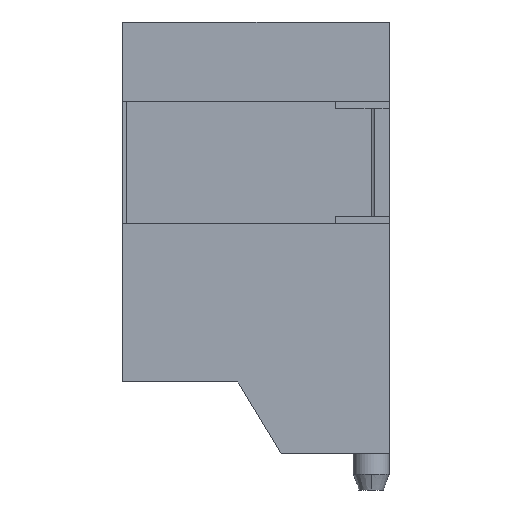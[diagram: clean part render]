
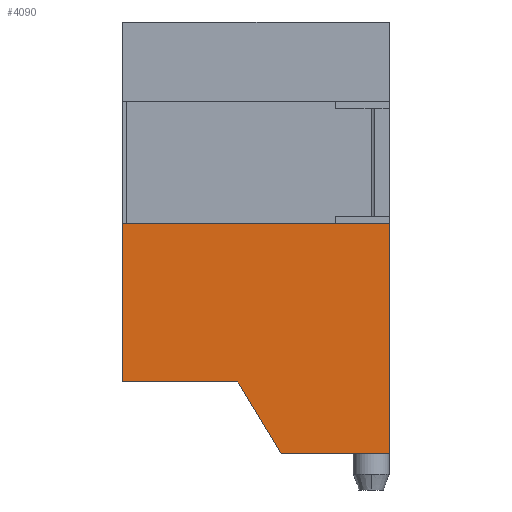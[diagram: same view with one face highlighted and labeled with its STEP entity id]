
A CAD part, left-side view. The second image highlights one B-rep face of the part: STEP entity #4090.
In plain terms, the highlighted planar face has unit normal (-1, 0, 0).
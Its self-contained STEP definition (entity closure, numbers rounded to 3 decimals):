
#59 = DIRECTION ( 'NONE',  ( 0., 0., -1. ) ) ;
#78 = VECTOR ( 'NONE', #3291, 1000. ) ;
#101 = VERTEX_POINT ( 'NONE', #4652 ) ;
#135 = AXIS2_PLACEMENT_3D ( 'NONE', #975, #1765, #3078 ) ;
#145 = LINE ( 'NONE', #2589, #1451 ) ;
#215 = VECTOR ( 'NONE', #3581, 1000. ) ;
#365 = EDGE_LOOP ( 'NONE', ( #2357, #1481, #5229, #4989, #2155, #3536 ) ) ;
#413 = CARTESIAN_POINT ( 'NONE',  ( -4.5, 0., 0. ) ) ;
#537 = EDGE_CURVE ( 'NONE', #4821, #4444, #2964, .T. ) ;
#679 = VECTOR ( 'NONE', #59, 1000. ) ;
#771 = CARTESIAN_POINT ( 'NONE',  ( -4.5, 3.7, 3.2 ) ) ;
#798 = VECTOR ( 'NONE', #840, 1000. ) ;
#840 = DIRECTION ( 'NONE',  ( 0., 0., 1. ) ) ;
#975 = CARTESIAN_POINT ( 'NONE',  ( -4.5, 3.7, 6. ) ) ;
#1062 = EDGE_CURVE ( 'NONE', #4463, #4821, #3501, .T. ) ;
#1206 = CARTESIAN_POINT ( 'NONE',  ( -4.5, 3.7, 3.2 ) ) ;
#1233 = CARTESIAN_POINT ( 'NONE',  ( -4.5, 0., 0. ) ) ;
#1257 = DIRECTION ( 'NONE',  ( 0., 1., 0. ) ) ;
#1324 = CARTESIAN_POINT ( 'NONE',  ( -4.5, 3.7, 6. ) ) ;
#1451 = VECTOR ( 'NONE', #2196, 1000. ) ;
#1481 = ORIENTED_EDGE ( 'NONE', *, *, #3144, .T. ) ;
#1598 = FACE_OUTER_BOUND ( 'NONE', #365, .T. ) ;
#1765 = DIRECTION ( 'NONE',  ( -1., 0., 0. ) ) ;
#2011 = CARTESIAN_POINT ( 'NONE',  ( -4.5, 3.7, 1. ) ) ;
#2093 = VERTEX_POINT ( 'NONE', #4464 ) ;
#2155 = ORIENTED_EDGE ( 'NONE', *, *, #4002, .T. ) ;
#2196 = DIRECTION ( 'NONE',  ( 0., -1., 0. ) ) ;
#2357 = ORIENTED_EDGE ( 'NONE', *, *, #3009, .T. ) ;
#2589 = CARTESIAN_POINT ( 'NONE',  ( -4.5, 3.7, 0. ) ) ;
#2843 = LINE ( 'NONE', #4202, #78 ) ;
#2865 = EDGE_CURVE ( 'NONE', #101, #2093, #4338, .T. ) ;
#2964 = LINE ( 'NONE', #771, #5049 ) ;
#3009 = EDGE_CURVE ( 'NONE', #2093, #3718, #2843, .T. ) ;
#3078 = DIRECTION ( 'NONE',  ( 0., 0., 1. ) ) ;
#3094 = PLANE ( 'NONE',  #135 ) ;
#3144 = EDGE_CURVE ( 'NONE', #3718, #4463, #145, .T. ) ;
#3291 = DIRECTION ( 'NONE',  ( 0., -0.514, -0.857 ) ) ;
#3501 = LINE ( 'NONE', #1233, #798 ) ;
#3536 = ORIENTED_EDGE ( 'NONE', *, *, #2865, .T. ) ;
#3581 = DIRECTION ( 'NONE',  ( 0., -1., 0. ) ) ;
#3640 = LINE ( 'NONE', #1324, #679 ) ;
#3718 = VERTEX_POINT ( 'NONE', #4990 ) ;
#4002 = EDGE_CURVE ( 'NONE', #4444, #101, #3640, .T. ) ;
#4090 = ADVANCED_FACE ( 'NONE', ( #1598 ), #3094, .T. ) ;
#4202 = CARTESIAN_POINT ( 'NONE',  ( -4.5, 2.1, 1. ) ) ;
#4338 = LINE ( 'NONE', #2011, #215 ) ;
#4443 = CARTESIAN_POINT ( 'NONE',  ( -4.5, 0., 3.2 ) ) ;
#4444 = VERTEX_POINT ( 'NONE', #1206 ) ;
#4463 = VERTEX_POINT ( 'NONE', #413 ) ;
#4464 = CARTESIAN_POINT ( 'NONE',  ( -4.5, 2.1, 1. ) ) ;
#4652 = CARTESIAN_POINT ( 'NONE',  ( -4.5, 3.7, 1. ) ) ;
#4821 = VERTEX_POINT ( 'NONE', #4443 ) ;
#4989 = ORIENTED_EDGE ( 'NONE', *, *, #537, .T. ) ;
#4990 = CARTESIAN_POINT ( 'NONE',  ( -4.5, 1.5, 0. ) ) ;
#5049 = VECTOR ( 'NONE', #1257, 1000. ) ;
#5229 = ORIENTED_EDGE ( 'NONE', *, *, #1062, .T. ) ;
